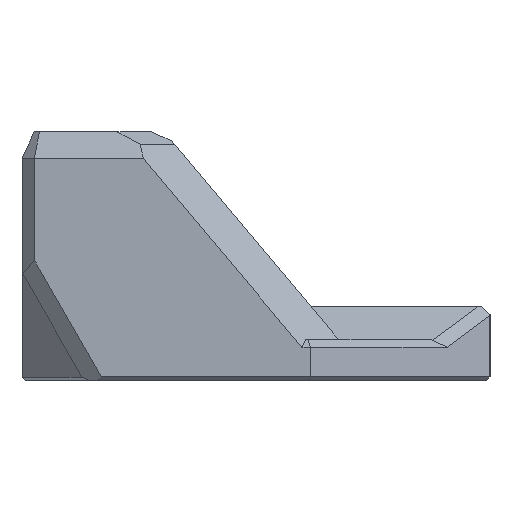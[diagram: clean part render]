
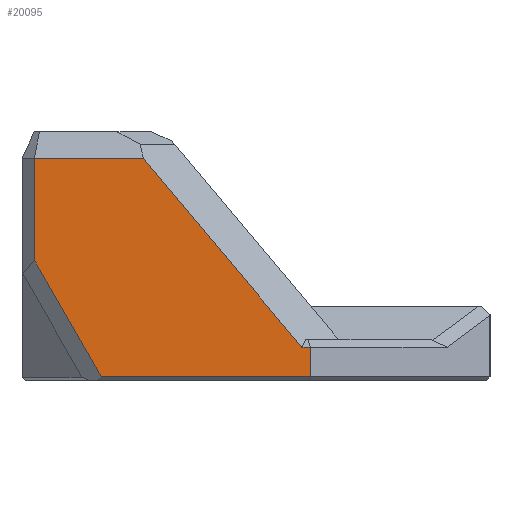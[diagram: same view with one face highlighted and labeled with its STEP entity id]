
A CAD part, left-side view. The second image highlights one B-rep face of the part: STEP entity #20095.
In plain terms, the highlighted planar face has unit normal (-1, 0, 0).
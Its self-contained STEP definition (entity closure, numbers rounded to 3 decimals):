
#559=PLANE('',#20950);
#1247=FACE_OUTER_BOUND('',#2411,.T.);
#2411=EDGE_LOOP('',(#15287,#15288,#15289,#15290,#15291,#15292,#15293));
#3708=LINE('',#32457,#5320);
#3727=LINE('',#32494,#5339);
#3746=LINE('',#32534,#5358);
#3788=LINE('',#32615,#5400);
#3789=LINE('',#32618,#5401);
#3790=LINE('',#32620,#5402);
#3791=LINE('',#32621,#5403);
#5320=VECTOR('',#22299,10.);
#5339=VECTOR('',#22336,10.);
#5358=VECTOR('',#22367,10.);
#5400=VECTOR('',#22443,10.);
#5401=VECTOR('',#22446,10.);
#5402=VECTOR('',#22447,10.);
#5403=VECTOR('',#22448,10.);
#8476=VERTEX_POINT('',#32455);
#8477=VERTEX_POINT('',#32456);
#8486=VERTEX_POINT('',#32493);
#8500=VERTEX_POINT('',#32531);
#8501=VERTEX_POINT('',#32533);
#8524=VERTEX_POINT('',#32617);
#8525=VERTEX_POINT('',#32619);
#10882=EDGE_CURVE('',#8476,#8477,#3708,.T.);
#10901=EDGE_CURVE('',#8477,#8486,#3727,.T.);
#10920=EDGE_CURVE('',#8500,#8501,#3746,.T.);
#10962=EDGE_CURVE('',#8476,#8501,#3788,.T.);
#10963=EDGE_CURVE('',#8524,#8500,#3789,.T.);
#10964=EDGE_CURVE('',#8525,#8524,#3790,.T.);
#10965=EDGE_CURVE('',#8486,#8525,#3791,.T.);
#15287=ORIENTED_EDGE('',*,*,#10882,.F.);
#15288=ORIENTED_EDGE('',*,*,#10962,.T.);
#15289=ORIENTED_EDGE('',*,*,#10920,.F.);
#15290=ORIENTED_EDGE('',*,*,#10963,.F.);
#15291=ORIENTED_EDGE('',*,*,#10964,.F.);
#15292=ORIENTED_EDGE('',*,*,#10965,.F.);
#15293=ORIENTED_EDGE('',*,*,#10901,.F.);
#20095=ADVANCED_FACE('',(#1247),#559,.T.);
#20950=AXIS2_PLACEMENT_3D('',#32616,#22444,#22445);
#22299=DIRECTION('',(0.,1.,0.));
#22336=DIRECTION('',(0.,0.497,0.868));
#22367=DIRECTION('',(0.,-1.,0.));
#22443=DIRECTION('',(0.,0.,1.));
#22444=DIRECTION('center_axis',(-1.,0.,0.));
#22445=DIRECTION('ref_axis',(0.,-1.,0.));
#22446=DIRECTION('',(0.,-0.643,-0.766));
#22447=DIRECTION('',(0.,-1.,0.));
#22448=DIRECTION('',(0.,0.,1.));
#32455=CARTESIAN_POINT('',(-75.07,-5.,0.4));
#32456=CARTESIAN_POINT('',(-75.07,20.376,0.4));
#32457=CARTESIAN_POINT('',(-75.07,15.8,0.4));
#32493=CARTESIAN_POINT('',(-75.07,28.5,14.593));
#32494=CARTESIAN_POINT('',(-75.07,19.859,-0.504));
#32531=CARTESIAN_POINT('',(-75.07,-3.974,4.));
#32533=CARTESIAN_POINT('',(-75.07,-5.,4.));
#32534=CARTESIAN_POINT('',(-75.07,7.05,4.));
#32615=CARTESIAN_POINT('',(-75.07,-5.,0.));
#32616=CARTESIAN_POINT('Origin',(-75.07,30.,0.));
#32617=CARTESIAN_POINT('',(-75.07,15.269,26.933));
#32618=CARTESIAN_POINT('',(-75.07,0.186,8.958));
#32619=CARTESIAN_POINT('',(-75.07,28.5,26.933));
#32620=CARTESIAN_POINT('',(-75.07,21.25,26.933));
#32621=CARTESIAN_POINT('',(-75.07,28.5,0.));
